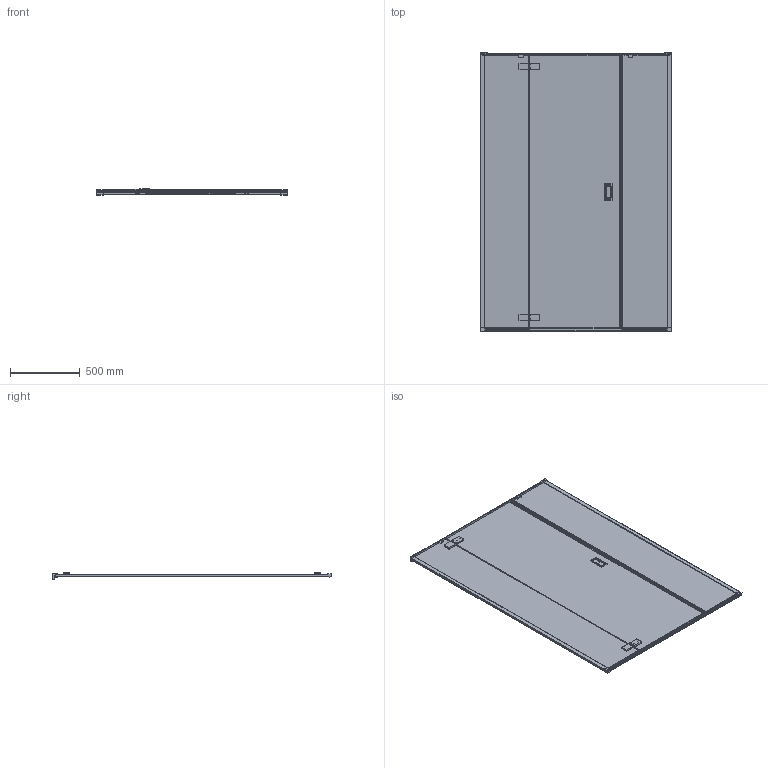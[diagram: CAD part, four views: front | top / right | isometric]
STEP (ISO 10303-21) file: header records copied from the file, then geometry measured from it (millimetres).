
FILE_DESCRIPTION (( 'STEP AP214' ), '1' );
FILE_NAME ('cgb14-040.STEP', '2020-04-22T06:09:22', ( '' ), ( '' ), 'SwSTEP 2.0', 'SolidWorks 2016', '' );
FILE_SCHEMA (( 'AUTOMOTIVE_DESIGN' ));
Products named in the file (1): cgb14-040
Bounding box: 1370 x 2001.3 x 43.87 mm (x, y, z)
Volume: 23636636.7 mm3; surface area: 5957309.2 mm2
Topology: 3 solids, 26 shells, 1799 faces, 4774 edges, 2992 vertices
Faces by surface type: cylinder 661, plane 653, bspline 385, cone 92, torus 8
Entity records: 84448 total; most frequent: CARTESIAN_POINT 42861, ORIENTED_EDGE 9464, DIRECTION 7718, EDGE_CURVE 4732, VERTEX_POINT 2992, AXIS2_PLACEMENT_3D 2725, LINE 2268, VECTOR 2268
